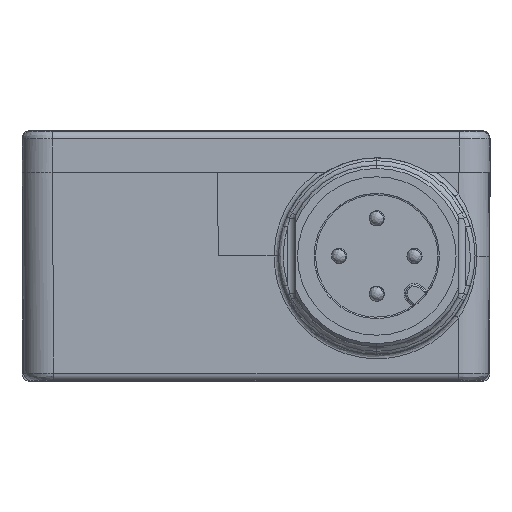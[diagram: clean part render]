
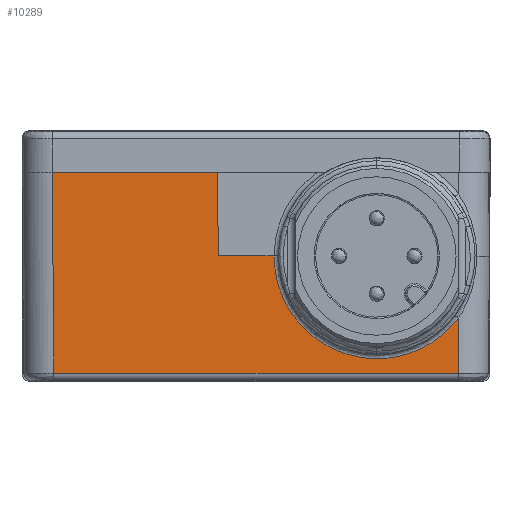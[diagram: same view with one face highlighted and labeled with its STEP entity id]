
A CAD part, front view. The second image highlights one B-rep face of the part: STEP entity #10289.
In plain terms, the highlighted planar face has unit normal (0, -1, -0.009).
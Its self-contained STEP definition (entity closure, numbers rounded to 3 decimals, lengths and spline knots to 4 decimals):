
#716 = VECTOR ( 'NONE', #1755, 39.3701 ) ;
#1755 = DIRECTION ( 'NONE',  ( -1., 0., 0. ) ) ;
#1930 = EDGE_CURVE ( 'NONE', #19226, #22743, #14167, .T. ) ;
#2441 = VERTEX_POINT ( 'NONE', #24045 ) ;
#2524 = CARTESIAN_POINT ( 'NONE',  ( 0.9244, -1.7099, -0.3922 ) ) ;
#2691 = CARTESIAN_POINT ( 'NONE',  ( 0.5142, -1.7105, -0.3222 ) ) ;
#3743 = FACE_OUTER_BOUND ( 'NONE', #33520, .T. ) ;
#5520 = CARTESIAN_POINT ( 'NONE',  ( 0.4846, -1.7112, -0.2442 ) ) ;
#6320 = ORIENTED_EDGE ( 'NONE', *, *, #34847, .T. ) ;
#6580 = CARTESIAN_POINT ( 'NONE',  ( -0.0937, -1.7088, -0.5176 ) ) ;
#7844 = CARTESIAN_POINT ( 'NONE',  ( 0.4803, -1.7117, -0.189 ) ) ;
#8191 = CARTESIAN_POINT ( 'NONE',  ( 0.3346, -1.7117, -0.189 ) ) ;
#8391 = ORIENTED_EDGE ( 'NONE', *, *, #15610, .T. ) ;
#8644 = ORIENTED_EDGE ( 'NONE', *, *, #34628, .F. ) ;
#9048 = EDGE_CURVE ( 'NONE', #28914, #14650, #26120, .T. ) ;
#9071 = CARTESIAN_POINT ( 'NONE',  ( 1.0433, -1.7136, 0.0295 ) ) ;
#9852 = CARTESIAN_POINT ( 'NONE',  ( 0.9613, -1.7103, -0.3508 ) ) ;
#10044 = DIRECTION ( 'NONE',  ( 1., 0., 0. ) ) ;
#10183 = VECTOR ( 'NONE', #15011, 39.3701 ) ;
#10289 = ADVANCED_FACE ( 'NONE', ( #3743 ), #19621, .T. ) ;
#10409 = CARTESIAN_POINT ( 'NONE',  ( 1.0433, -1.7117, -0.189 ) ) ;
#11563 = CARTESIAN_POINT ( 'NONE',  ( 1.1098, -1.7136, 0.0295 ) ) ;
#11910 = LINE ( 'NONE', #11563, #18946 ) ;
#12586 = ORIENTED_EDGE ( 'NONE', *, *, #31935, .T. ) ;
#12674 = CARTESIAN_POINT ( 'NONE',  ( 1.0433, -1.709, -0.4943 ) ) ;
#13853 = DIRECTION ( 'NONE',  ( 1., 0., 0. ) ) ;
#13928 = VECTOR ( 'NONE', #10044, 39.3701 ) ;
#13979 = VECTOR ( 'NONE', #29154, 39.3701 ) ;
#14042 = VECTOR ( 'NONE', #30562, 39.3701 ) ;
#14167 = LINE ( 'NONE', #6580, #14042 ) ;
#14650 = VERTEX_POINT ( 'NONE', #9852 ) ;
#15011 = DIRECTION ( 'NONE',  ( 0.009, -0.009, 1. ) ) ;
#15610 = EDGE_CURVE ( 'NONE', #30815, #2441, #34557, .T. ) ;
#16114 = CARTESIAN_POINT ( 'NONE',  ( 0.7726, -1.7093, -0.4569 ) ) ;
#16612 = CARTESIAN_POINT ( 'NONE',  ( 0.96, -1.709, -0.4943 ) ) ;
#17253 = CARTESIAN_POINT ( 'NONE',  ( 0.3327, -1.7136, 0.0295 ) ) ;
#18581 = CARTESIAN_POINT ( 'NONE',  ( 0.6115, -1.7097, -0.4208 ) ) ;
#18919 = CARTESIAN_POINT ( 'NONE',  ( 0.8, -1.7094, -0.453 ) ) ;
#18946 = VECTOR ( 'NONE', #13853, 39.3701 ) ;
#19226 = VERTEX_POINT ( 'NONE', #33145 ) ;
#19621 = PLANE ( 'NONE',  #28661 ) ;
#20485 = ORIENTED_EDGE ( 'NONE', *, *, #1930, .F. ) ;
#22118 = VERTEX_POINT ( 'NONE', #17253 ) ;
#22743 = VERTEX_POINT ( 'NONE', #24706 ) ;
#22786 = DIRECTION ( 'NONE',  ( 0., -1., -0.009 ) ) ;
#23866 = CARTESIAN_POINT ( 'NONE',  ( 0.9444, -1.7101, -0.373 ) ) ;
#24037 = CARTESIAN_POINT ( 'NONE',  ( 0.6892, -1.7094, -0.4515 ) ) ;
#24045 = CARTESIAN_POINT ( 'NONE',  ( 0.3346, -1.7117, -0.189 ) ) ;
#24254 = CARTESIAN_POINT ( 'NONE',  ( 0.4803, -1.7117, -0.189 ) ) ;
#24706 = CARTESIAN_POINT ( 'NONE',  ( -0.0984, -1.7136, 0.0295 ) ) ;
#26120 = LINE ( 'NONE', #31417, #10183 ) ;
#26523 = CARTESIAN_POINT ( 'NONE',  ( 0.547, -1.7101, -0.3678 ) ) ;
#26859 = CARTESIAN_POINT ( 'NONE',  ( 0.6361, -1.7095, -0.4337 ) ) ;
#28661 = AXIS2_PLACEMENT_3D ( 'NONE', #9071, #22786, #30375 ) ;
#28914 = VERTEX_POINT ( 'NONE', #16612 ) ;
#28988 = CARTESIAN_POINT ( 'NONE',  ( 0.7166, -1.7093, -0.4562 ) ) ;
#29154 = DIRECTION ( 'NONE',  ( -0.009, -0.009, 1. ) ) ;
#29158 = CARTESIAN_POINT ( 'NONE',  ( 0.8536, -1.7095, -0.4365 ) ) ;
#29510 = CARTESIAN_POINT ( 'NONE',  ( 0.8786, -1.7096, -0.4243 ) ) ;
#29682 = CARTESIAN_POINT ( 'NONE',  ( 0.5017, -1.7107, -0.2975 ) ) ;
#30375 = DIRECTION ( 'NONE',  ( 0., 0.009, -1. ) ) ;
#30562 = DIRECTION ( 'NONE',  ( -0.009, -0.009, 1. ) ) ;
#30815 = VERTEX_POINT ( 'NONE', #24254 ) ;
#31368 = LINE ( 'NONE', #12674, #13928 ) ;
#31417 = CARTESIAN_POINT ( 'NONE',  ( 0.9613, -1.7103, -0.3508 ) ) ;
#31788 = ORIENTED_EDGE ( 'NONE', *, *, #32328, .T. ) ;
#31935 = EDGE_CURVE ( 'NONE', #2441, #22118, #32344, .T. ) ;
#32172 = CARTESIAN_POINT ( 'NONE',  ( 0.5664, -1.7099, -0.3876 ) ) ;
#32259 = B_SPLINE_CURVE_WITH_KNOTS ( 'NONE', 3,
 ( #32348, #23866, #2524, #29510, #29158, #18919, #16114, #28988, #24037, #26859, #18581, #32172, #26523, #2691, #29682, #5520, #34455, #7844 ),
 .UNSPECIFIED., .F., .F.,
 ( 4, 2, 2, 2, 2, 2, 2, 2, 4 ),
 ( 0., 0.125, 0.25, 0.375, 0.5, 0.625, 0.75, 0.875, 1. ),
 .UNSPECIFIED. ) ;
#32328 = EDGE_CURVE ( 'NONE', #19226, #28914, #31368, .T. ) ;
#32344 = LINE ( 'NONE', #8191, #13979 ) ;
#32348 = CARTESIAN_POINT ( 'NONE',  ( 0.9613, -1.7103, -0.3508 ) ) ;
#32445 = ORIENTED_EDGE ( 'NONE', *, *, #9048, .T. ) ;
#33145 = CARTESIAN_POINT ( 'NONE',  ( -0.0939, -1.709, -0.4943 ) ) ;
#33520 = EDGE_LOOP ( 'NONE', ( #31788, #32445, #6320, #8391, #12586, #8644, #20485 ) ) ;
#34455 = CARTESIAN_POINT ( 'NONE',  ( 0.4803, -1.7114, -0.2169 ) ) ;
#34557 = LINE ( 'NONE', #10409, #716 ) ;
#34628 = EDGE_CURVE ( 'NONE', #22743, #22118, #11910, .T. ) ;
#34847 = EDGE_CURVE ( 'NONE', #14650, #30815, #32259, .T. ) ;
